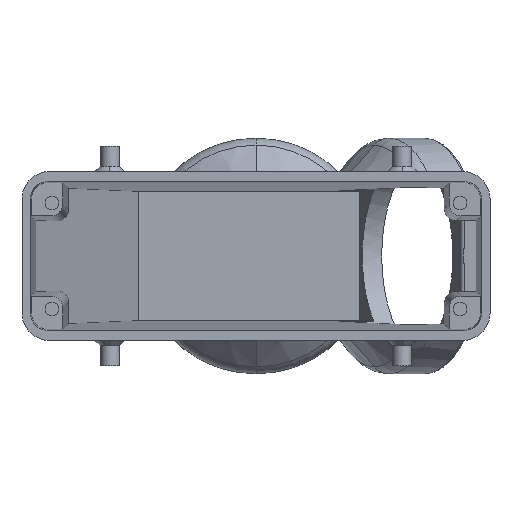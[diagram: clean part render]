
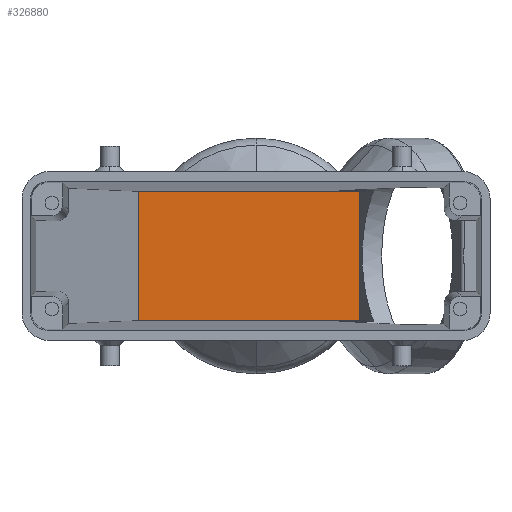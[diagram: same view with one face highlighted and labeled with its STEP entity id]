
A CAD part, front view. The second image highlights one B-rep face of the part: STEP entity #326880.
In plain terms, the highlighted planar face has unit normal (0, -1, 0).
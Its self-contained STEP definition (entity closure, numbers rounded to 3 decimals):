
#180840=CARTESIAN_POINT('',(33.756,117.918,-5.011
));
#180850=VERTEX_POINT('',#180840);
#180880=CARTESIAN_POINT('',(33.756,117.918,0.));
#180890=DIRECTION('',(0.,0.,-1.));
#180900=VECTOR('',#180890,1.);
#180910=LINE('',#180880,#180900);
#180920=CARTESIAN_POINT('',(33.756,117.918,-37.989
));
#180930=VERTEX_POINT('',#180920);
#180940=EDGE_CURVE('',#180850,#180930,#180910,.T.);
#182380=CARTESIAN_POINT('',(90.216,117.918,-5.011)
);
#182390=VERTEX_POINT('',#182380);
#182420=CARTESIAN_POINT('',(0.,117.918,-5.011));
#182430=DIRECTION('',(1.,0.,0.));
#182440=VECTOR('',#182430,1.);
#182450=LINE('',#182420,#182440);
#182460=EDGE_CURVE('',#180850,#182390,#182450,.T.);
#183240=CARTESIAN_POINT('',(0.,117.918,-37.989));
#183250=DIRECTION('',(1.,0.,0.));
#183260=VECTOR('',#183250,1.);
#183270=LINE('',#183240,#183260);
#183280=CARTESIAN_POINT('',(90.216,117.918,-37.989)
);
#183290=VERTEX_POINT('',#183280);
#183300=EDGE_CURVE('',#180930,#183290,#183270,.T.);
#326720=CARTESIAN_POINT('',(33.756,117.918,-21.5));
#326730=DIRECTION('',(0.,1.,0.));
#326740=DIRECTION('',(-1.,0.,0.));
#326750=AXIS2_PLACEMENT_3D('',#326720,#326730,#326740);
#326760=PLANE('',#326750);
#326770=ORIENTED_EDGE('',*,*,#180940,.T.);
#326780=ORIENTED_EDGE('',*,*,#182460,.F.);
#326790=CARTESIAN_POINT('',(90.216,117.918,0.));
#326800=DIRECTION('',(0.,0.,1.));
#326810=VECTOR('',#326800,1.);
#326820=LINE('',#326790,#326810);
#326830=EDGE_CURVE('',#183290,#182390,#326820,.T.);
#326840=ORIENTED_EDGE('',*,*,#326830,.T.);
#326850=ORIENTED_EDGE('',*,*,#183300,.T.);
#326860=EDGE_LOOP('',(#326850,#326840,#326780,#326770));
#326870=FACE_OUTER_BOUND('',#326860,.T.);
#326880=ADVANCED_FACE('',(#326870),#326760,.F.);
